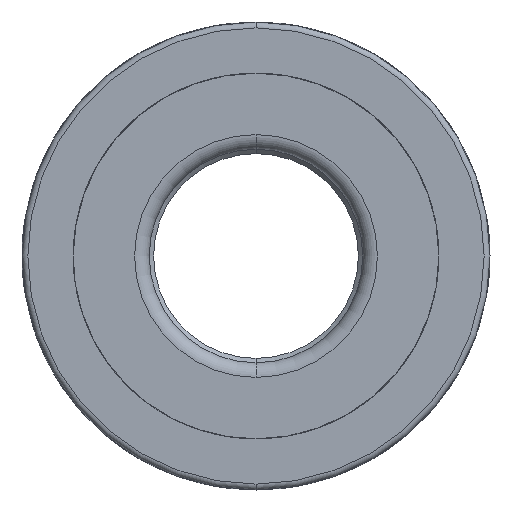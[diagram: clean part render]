
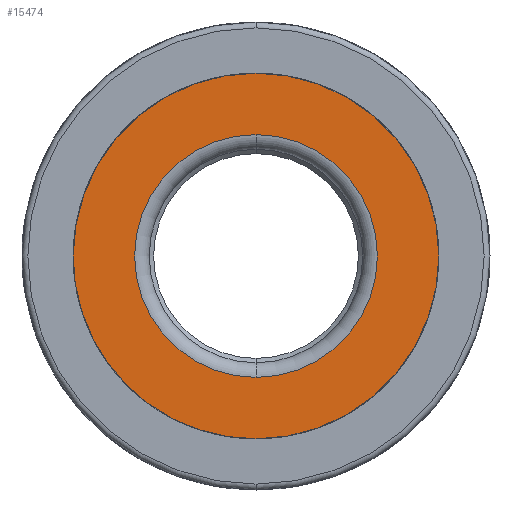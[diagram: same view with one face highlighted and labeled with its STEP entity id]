
A CAD part, front view. The second image highlights one B-rep face of the part: STEP entity #15474.
In plain terms, the highlighted planar face has unit normal (0, -1, 0).
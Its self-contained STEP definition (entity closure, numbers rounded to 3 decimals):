
#1059 = DIRECTION ( 'NONE',  ( 0., -1., 0. ) ) ;
#1105 = ORIENTED_EDGE ( 'NONE', *, *, #6716, .T. ) ;
#1459 = B_SPLINE_CURVE_WITH_KNOTS ( 'NONE', 3,
 ( #17244, #14280, #14467, #11601 ),
 .UNSPECIFIED., .F., .F.,
 ( 4, 4 ),
 ( 0., 0.001 ),
 .UNSPECIFIED. ) ;
#1530 = DIRECTION ( 'NONE',  ( 0., 0., -1. ) ) ;
#1754 = CIRCLE ( 'NONE', #12035, 6.25 ) ;
#2075 = AXIS2_PLACEMENT_3D ( 'NONE', #14504, #3265, #10158 ) ;
#2544 = CARTESIAN_POINT ( 'NONE',  ( -6.25, -19.2, 0. ) ) ;
#2640 = CARTESIAN_POINT ( 'NONE',  ( -6.181, -19.2, -0.929 ) ) ;
#3265 = DIRECTION ( 'NONE',  ( 0., -1., 0. ) ) ;
#3385 = CARTESIAN_POINT ( 'NONE',  ( 0., -19.2, 0. ) ) ;
#3417 = VERTEX_POINT ( 'NONE', #9523 ) ;
#3831 = DIRECTION ( 'NONE',  ( 0., 0., -1. ) ) ;
#4083 = AXIS2_PLACEMENT_3D ( 'NONE', #3385, #8988, #14626 ) ;
#4463 = FACE_OUTER_BOUND ( 'NONE', #8369, .T. ) ;
#4962 = DIRECTION ( 'NONE',  ( 0., 0., -1. ) ) ;
#5240 = VERTEX_POINT ( 'NONE', #2640 ) ;
#6165 = CARTESIAN_POINT ( 'NONE',  ( 0., -19.2, 6.25 ) ) ;
#6434 = AXIS2_PLACEMENT_3D ( 'NONE', #13430, #12229, #4962 ) ;
#6716 = EDGE_CURVE ( 'NONE', #5240, #12227, #14675, .T. ) ;
#6763 = CARTESIAN_POINT ( 'NONE',  ( 0., -19.2, 0. ) ) ;
#7034 = CIRCLE ( 'NONE', #4083, 4.15 ) ;
#7324 = CIRCLE ( 'NONE', #6434, 4.15 ) ;
#7335 = EDGE_CURVE ( 'NONE', #12227, #14731, #12610, .T. ) ;
#8245 = CARTESIAN_POINT ( 'NONE',  ( 0., -19.2, 0. ) ) ;
#8369 = EDGE_LOOP ( 'NONE', ( #1105, #13790, #8454, #12518 ) ) ;
#8454 = ORIENTED_EDGE ( 'NONE', *, *, #14454, .T. ) ;
#8689 = EDGE_CURVE ( 'NONE', #3417, #10118, #7034, .T. ) ;
#8988 = DIRECTION ( 'NONE',  ( 0., 1., 0. ) ) ;
#9523 = CARTESIAN_POINT ( 'NONE',  ( 0., -19.2, -4.15 ) ) ;
#9909 = VERTEX_POINT ( 'NONE', #2544 ) ;
#10073 = PLANE ( 'NONE',  #2075 ) ;
#10075 = DIRECTION ( 'NONE',  ( 0., -1., 0. ) ) ;
#10118 = VERTEX_POINT ( 'NONE', #14160 ) ;
#10158 = DIRECTION ( 'NONE',  ( 0., 0., -1. ) ) ;
#10734 = DIRECTION ( 'NONE',  ( 0., -1., 0. ) ) ;
#11601 = CARTESIAN_POINT ( 'NONE',  ( -6.181, -19.2, -0.929 ) ) ;
#12035 = AXIS2_PLACEMENT_3D ( 'NONE', #13954, #10075, #1530 ) ;
#12227 = VERTEX_POINT ( 'NONE', #14512 ) ;
#12229 = DIRECTION ( 'NONE',  ( 0., 1., 0. ) ) ;
#12518 = ORIENTED_EDGE ( 'NONE', *, *, #16349, .T. ) ;
#12610 = CIRCLE ( 'NONE', #18222, 6.25 ) ;
#12738 = EDGE_CURVE ( 'NONE', #10118, #3417, #7324, .T. ) ;
#13146 = ORIENTED_EDGE ( 'NONE', *, *, #12738, .T. ) ;
#13430 = CARTESIAN_POINT ( 'NONE',  ( 0., -19.2, 0. ) ) ;
#13584 = DIRECTION ( 'NONE',  ( 0., 0., -1. ) ) ;
#13790 = ORIENTED_EDGE ( 'NONE', *, *, #7335, .T. ) ;
#13954 = CARTESIAN_POINT ( 'NONE',  ( 0., -19.2, 0. ) ) ;
#14142 = FACE_BOUND ( 'NONE', #14494, .T. ) ;
#14160 = CARTESIAN_POINT ( 'NONE',  ( 0., -19.2, 4.15 ) ) ;
#14280 = CARTESIAN_POINT ( 'NONE',  ( -6.238, -19.2, -0.311 ) ) ;
#14454 = EDGE_CURVE ( 'NONE', #14731, #9909, #1754, .T. ) ;
#14467 = CARTESIAN_POINT ( 'NONE',  ( -6.211, -19.2, -0.62 ) ) ;
#14494 = EDGE_LOOP ( 'NONE', ( #18126, #13146 ) ) ;
#14504 = CARTESIAN_POINT ( 'NONE',  ( 0., -19.2, 0. ) ) ;
#14512 = CARTESIAN_POINT ( 'NONE',  ( 0., -19.2, -6.25 ) ) ;
#14626 = DIRECTION ( 'NONE',  ( 0., 0., -1. ) ) ;
#14675 = CIRCLE ( 'NONE', #17336, 6.25 ) ;
#14731 = VERTEX_POINT ( 'NONE', #6165 ) ;
#15474 = ADVANCED_FACE ( 'NONE', ( #14142, #4463 ), #10073, .T. ) ;
#16349 = EDGE_CURVE ( 'NONE', #9909, #5240, #1459, .T. ) ;
#17244 = CARTESIAN_POINT ( 'NONE',  ( -6.25, -19.2, 0. ) ) ;
#17336 = AXIS2_PLACEMENT_3D ( 'NONE', #6763, #1059, #13584 ) ;
#18126 = ORIENTED_EDGE ( 'NONE', *, *, #8689, .T. ) ;
#18222 = AXIS2_PLACEMENT_3D ( 'NONE', #8245, #10734, #3831 ) ;
